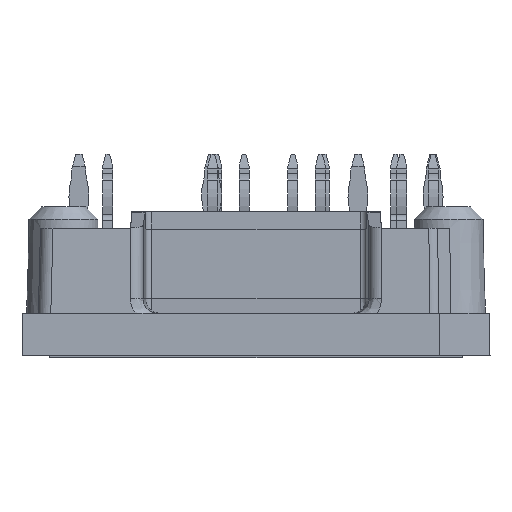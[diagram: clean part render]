
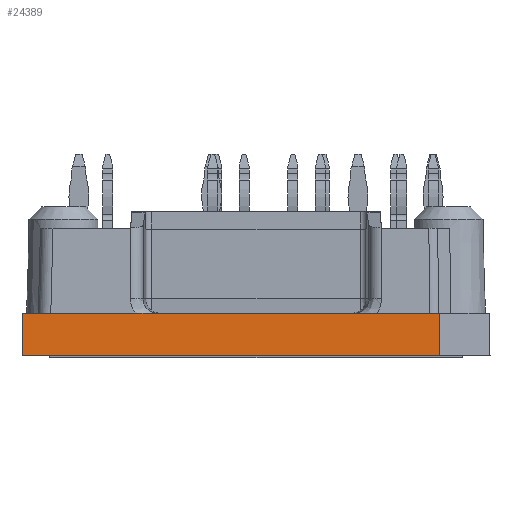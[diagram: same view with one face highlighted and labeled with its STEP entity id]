
A CAD part, left-side view. The second image highlights one B-rep face of the part: STEP entity #24389.
In plain terms, the highlighted planar face has unit normal (-1, 0, 0.018).
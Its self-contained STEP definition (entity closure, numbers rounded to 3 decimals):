
#1611=ORIENTED_EDGE('',*,*,#6645,.T.);
#1612=ORIENTED_EDGE('',*,*,#6646,.F.);
#1613=ORIENTED_EDGE('',*,*,#6647,.T.);
#1614=ORIENTED_EDGE('',*,*,#6592,.T.);
#6592=EDGE_CURVE('',#9138,#9142,#10898,.F.);
#6645=EDGE_CURVE('',#9142,#9176,#10934,.F.);
#6646=EDGE_CURVE('',#9177,#9176,#10935,.F.);
#6647=EDGE_CURVE('',#9177,#9138,#10936,.T.);
#9138=VERTEX_POINT('',#32719);
#9142=VERTEX_POINT('',#32727);
#9176=VERTEX_POINT('',#32836);
#9177=VERTEX_POINT('',#32840);
#10898=LINE('',#32728,#12844);
#10934=LINE('',#32837,#12880);
#10935=LINE('',#32839,#12881);
#10936=LINE('',#32841,#12882);
#12844=VECTOR('',#27460,1000.);
#12880=VECTOR('',#27574,1000.);
#12881=VECTOR('',#27577,1000.);
#12882=VECTOR('',#27578,1000.);
#14734=EDGE_LOOP('',(#1611,#1612,#1613,#1614));
#15820=FACE_BOUND('',#14734,.T.);
#16836=PLANE('',#25468);
#24389=ADVANCED_FACE('',(#15820),#16836,.T.);
#25468=AXIS2_PLACEMENT_3D('',#32838,#27575,#27576);
#27460=DIRECTION('',(0.,1.,0.));
#27574=DIRECTION('',(-0.017,-0.007,-1.));
#27575=DIRECTION('',(-1.,0.,0.017));
#27576=DIRECTION('',(0.017,0.,1.));
#27577=DIRECTION('',(0.,1.,0.));
#27578=DIRECTION('',(-0.017,0.017,-1.));
#32719=CARTESIAN_POINT('',(-41.,18.7,0.));
#32727=CARTESIAN_POINT('',(-41.,-14.7,0.));
#32728=CARTESIAN_POINT('',(-41.,0.,0.));
#32836=CARTESIAN_POINT('',(-40.941,-14.675,3.4));
#32837=CARTESIAN_POINT('',(-40.998,-14.699,0.134));
#32838=CARTESIAN_POINT('',(-41.,0.,0.));
#32839=CARTESIAN_POINT('',(-40.941,0.,3.4));
#32840=CARTESIAN_POINT('',(-40.941,18.641,3.4));
#32841=CARTESIAN_POINT('',(-40.994,18.694,0.326));
